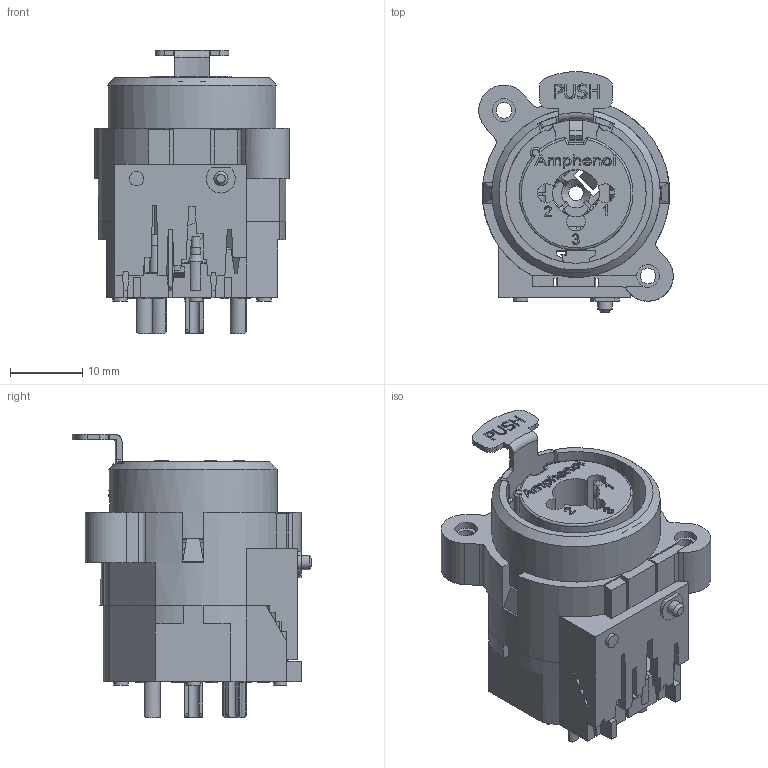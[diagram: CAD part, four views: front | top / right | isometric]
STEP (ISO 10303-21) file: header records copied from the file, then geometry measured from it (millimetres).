
FILE_DESCRIPTION((''),'2;1');
FILE_NAME('ACJC5S.stp','2013-11-14T17:57:45',('minh'),(''),'Autodesk Inventor 2012','Autodesk Inventor 2012','');
FILE_SCHEMA(('AUTOMOTIVE_DESIGN { 1 0 10303 214 1 1 1 1 }'));
Length unit declared in the file: millimetre
Products named in the file (5): ACJC10V.iam (LevelofDetail1); upper shell; bottom shell; PUSH; ACJC5S sf
Assembly tree (4 placements, depth 2):
  ACJC10V.iam (LevelofDetail1)
    upper shell
    bottom shell
    PUSH
    ACJC5S sf
Bounding box: 27 x 33.31 x 39.3 mm (x, y, z)
Volume: 7994.9 mm3; surface area: 14006.9 mm2
Topology: 9 solids, 9 shells, 1714 faces, 4768 edges, 3103 vertices
Faces by surface type: plane 1174, cylinder 281, bspline 197, cone 41, torus 16, revolution 5
Full cylindrical faces by diameter (mm): 1 x8, 1.35 x2, 1.5 x4, 1.8 x1, 1.9 x3, 2 x9, 2.2 x2, 2.5 x4, 3.2 x4, 6.5 x1, 23.4 x1
Entity records: 55969 total; most frequent: CARTESIAN_POINT 13097, ORIENTED_EDGE 9374, DIRECTION 7968, EDGE_CURVE 4687, VECTOR 3459, LINE 3459, VERTEX_POINT 3080, AXIS2_PLACEMENT_3D 2252
